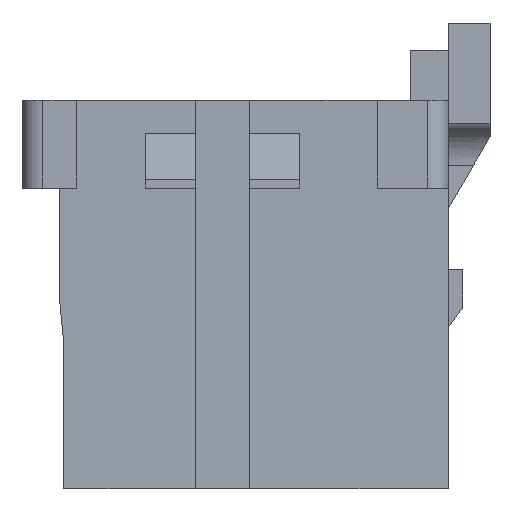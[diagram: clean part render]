
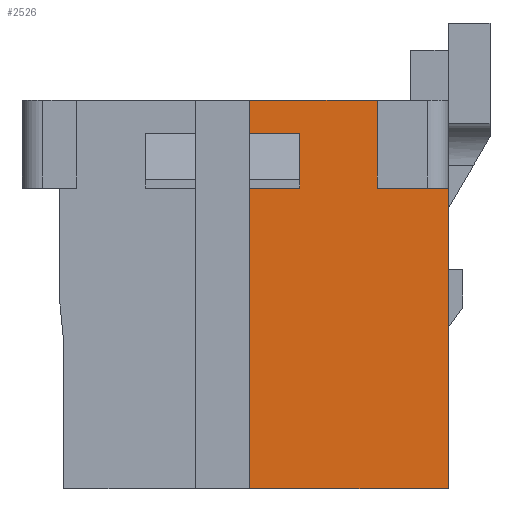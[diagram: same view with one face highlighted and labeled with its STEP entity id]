
A CAD part, left-side view. The second image highlights one B-rep face of the part: STEP entity #2526.
In plain terms, the highlighted planar face has unit normal (-1, 0, 0).
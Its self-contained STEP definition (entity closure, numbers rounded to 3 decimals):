
#2526 = ADVANCED_FACE( '', ( #5335 ), #5336, .F. );
#5335 = FACE_OUTER_BOUND( '', #8409, .T. );
#5336 = PLANE( '', #8410 );
#8409 = EDGE_LOOP( '', ( #16299, #16300, #16301, #16302, #16303, #16304, #16305, #16306, #16307, #16308 ) );
#8410 = AXIS2_PLACEMENT_3D( '', #16309, #16310, #16311 );
#16299 = ORIENTED_EDGE( '', *, *, #19233, .T. );
#16300 = ORIENTED_EDGE( '', *, *, #19566, .T. );
#16301 = ORIENTED_EDGE( '', *, *, #21907, .F. );
#16302 = ORIENTED_EDGE( '', *, *, #20363, .F. );
#16303 = ORIENTED_EDGE( '', *, *, #19988, .F. );
#16304 = ORIENTED_EDGE( '', *, *, #20676, .F. );
#16305 = ORIENTED_EDGE( '', *, *, #21754, .F. );
#16306 = ORIENTED_EDGE( '', *, *, #21908, .F. );
#16307 = ORIENTED_EDGE( '', *, *, #21909, .F. );
#16308 = ORIENTED_EDGE( '', *, *, #18602, .T. );
#16309 = CARTESIAN_POINT( '', ( -16.8, 0., 0. ) );
#16310 = DIRECTION( '', ( 1., 0., 0. ) );
#16311 = DIRECTION( '', ( 0., 0., -1. ) );
#18602 = EDGE_CURVE( '', #22337, #22341, #22343, .T. );
#19233 = EDGE_CURVE( '', #22341, #23462, #23463, .T. );
#19566 = EDGE_CURVE( '', #23462, #24018, #24019, .T. );
#19988 = EDGE_CURVE( '', #24701, #24703, #24704, .T. );
#20363 = EDGE_CURVE( '', #24703, #25320, #25321, .T. );
#20676 = EDGE_CURVE( '', #25774, #24701, #25776, .T. );
#21754 = EDGE_CURVE( '', #27157, #25774, #27158, .T. );
#21907 = EDGE_CURVE( '', #25320, #24018, #27329, .T. );
#21908 = EDGE_CURVE( '', #27330, #27157, #27331, .T. );
#21909 = EDGE_CURVE( '', #22337, #27330, #27332, .T. );
#22337 = VERTEX_POINT( '', #27790 );
#22341 = VERTEX_POINT( '', #27796 );
#22343 = LINE( '', #27799, #27800 );
#23462 = VERTEX_POINT( '', #29429 );
#23463 = LINE( '', #29430, #29431 );
#24018 = VERTEX_POINT( '', #30251 );
#24019 = LINE( '', #30252, #30253 );
#24701 = VERTEX_POINT( '', #31265 );
#24703 = VERTEX_POINT( '', #31268 );
#24704 = LINE( '', #31269, #31270 );
#25320 = VERTEX_POINT( '', #32205 );
#25321 = LINE( '', #32206, #32207 );
#25774 = VERTEX_POINT( '', #32889 );
#25776 = LINE( '', #32892, #32893 );
#27157 = VERTEX_POINT( '', #35025 );
#27158 = LINE( '', #35026, #35027 );
#27329 = LINE( '', #35287, #35288 );
#27330 = VERTEX_POINT( '', #35289 );
#27331 = LINE( '', #35290, #35291 );
#27332 = LINE( '', #35292, #35293 );
#27790 = CARTESIAN_POINT( '', ( -16.8, -0.35, 3.85 ) );
#27796 = CARTESIAN_POINT( '', ( -16.8, -1.55, 3.85 ) );
#27799 = CARTESIAN_POINT( '', ( -16.8, -0.35, 3.85 ) );
#27800 = VECTOR( '', #35897, 1000. );
#29429 = CARTESIAN_POINT( '', ( -16.8, -1.55, 2.55 ) );
#29430 = CARTESIAN_POINT( '', ( -16.8, -1.55, 3.85 ) );
#29431 = VECTOR( '', #36444, 1000. );
#30251 = CARTESIAN_POINT( '', ( -16.8, -0.35, 2.55 ) );
#30252 = CARTESIAN_POINT( '', ( -16.8, -1.55, 2.55 ) );
#30253 = VECTOR( '', #36725, 1000. );
#31265 = CARTESIAN_POINT( '', ( -16.8, -5.1, 2.55 ) );
#31268 = CARTESIAN_POINT( '', ( -16.8, -5.1, -4.65 ) );
#31269 = CARTESIAN_POINT( '', ( -16.8, -5.1, 4.65 ) );
#31270 = VECTOR( '', #37078, 1000. );
#32205 = CARTESIAN_POINT( '', ( -16.8, -0.35, -4.65 ) );
#32206 = CARTESIAN_POINT( '', ( -16.8, -5.1, -4.65 ) );
#32207 = VECTOR( '', #37404, 1000. );
#32889 = CARTESIAN_POINT( '', ( -16.8, -3.4, 2.55 ) );
#32892 = CARTESIAN_POINT( '', ( -16.8, -3.4, 2.55 ) );
#32893 = VECTOR( '', #37671, 1000. );
#35025 = CARTESIAN_POINT( '', ( -16.8, -3.4, 4.65 ) );
#35026 = CARTESIAN_POINT( '', ( -16.8, -3.4, 4.65 ) );
#35027 = VECTOR( '', #38456, 1000. );
#35287 = CARTESIAN_POINT( '', ( -16.8, -0.35, -4.65 ) );
#35288 = VECTOR( '', #38546, 1000. );
#35289 = CARTESIAN_POINT( '', ( -16.8, -0.35, 4.65 ) );
#35290 = CARTESIAN_POINT( '', ( -16.8, 5.1, 4.65 ) );
#35291 = VECTOR( '', #38547, 1000. );
#35292 = CARTESIAN_POINT( '', ( -16.8, -0.35, -4.65 ) );
#35293 = VECTOR( '', #38548, 1000. );
#35897 = DIRECTION( '', ( 0., -1., 0. ) );
#36444 = DIRECTION( '', ( 0., 0., -1. ) );
#36725 = DIRECTION( '', ( 0., 1., 0. ) );
#37078 = DIRECTION( '', ( 0., 0., -1. ) );
#37404 = DIRECTION( '', ( 0., 1., 0. ) );
#37671 = DIRECTION( '', ( 0., -1., 0. ) );
#38456 = DIRECTION( '', ( 0., 0., -1. ) );
#38546 = DIRECTION( '', ( 0., 0., 1. ) );
#38547 = DIRECTION( '', ( 0., -1., 0. ) );
#38548 = DIRECTION( '', ( 0., 0., 1. ) );
